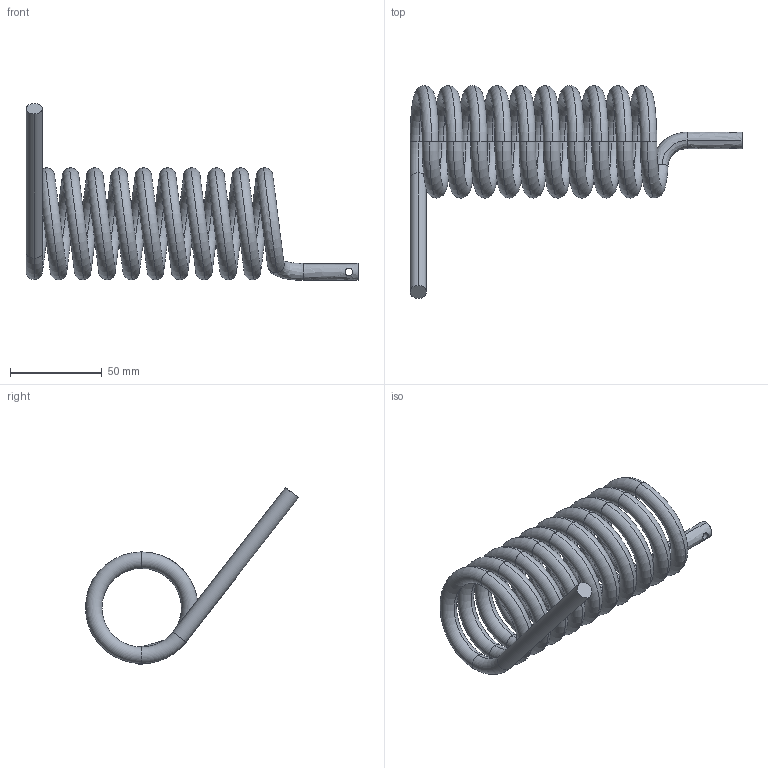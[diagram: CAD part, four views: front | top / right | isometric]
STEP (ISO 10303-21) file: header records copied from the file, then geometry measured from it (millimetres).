
FILE_DESCRIPTION (( 'STEP AP203' ), '1' );
FILE_NAME ('3712_Défaut_sldprt.STEP', '2019-10-30T08:16:05', ( '' ), ( '' ), 'SwSTEP 2.0', 'SolidWorks 2017', '' );
FILE_SCHEMA (( 'CONFIG_CONTROL_DESIGN' ));
Length unit declared in the file: millimetre
Products named in the file (1): 3712_Défaut_sldprt
Bounding box: 181.18 x 116.31 x 96.45 mm (x, y, z)
Volume: 115136.1 mm3; surface area: 51406.5 mm2
Topology: 1 solids, 1 shells, 90 faces, 242 edges, 154 vertices
Faces by surface type: torus 42, plane 40, cylinder 4, bspline 4
Entity records: 3686 total; most frequent: CARTESIAN_POINT 1236, DIRECTION 588, ORIENTED_EDGE 484, AXIS2_PLACEMENT_3D 291, EDGE_CURVE 242, CIRCLE 204, VERTEX_POINT 154, EDGE_LOOP 92
